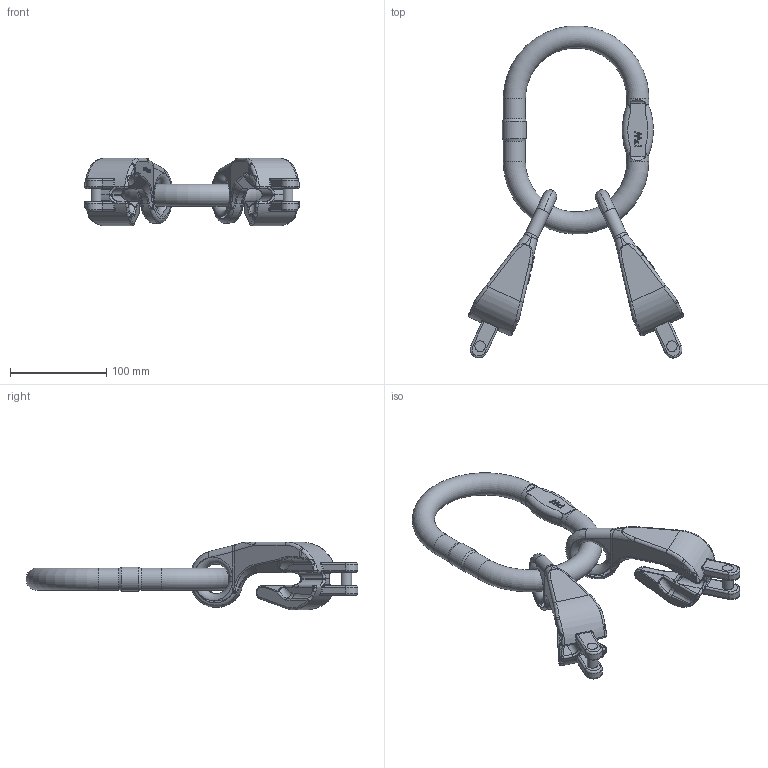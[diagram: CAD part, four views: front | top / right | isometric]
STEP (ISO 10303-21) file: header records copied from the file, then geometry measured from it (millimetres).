
FILE_DESCRIPTION(/* description */ (''),/* implementation_level */ '2;1');
FILE_NAME(/* name */ 'VXKW2-10 Kundenmodell.stp',/* time_stamp */ '2017-11-09T15:29:49+01:00',/* author */ (''),/* organization */ (''),/* preprocessor_version */ 'ST-DEVELOPER v16',/* originating_system */ 'SIEMENS PLM Software NX 11.0',/* authorisation */ '');
FILE_SCHEMA (('AUTOMOTIVE_DESIGN { 1 0 10303 214 3 1 1 1 }'));
Length unit declared in the file: millimetre
Products named in the file (1): zer1B14471C53cg
Bounding box: 223.51 x 344.26 x 69.93 mm (x, y, z)
Volume: 570865.6 mm3; surface area: 104604.8 mm2
Topology: 5 solids, 5 shells, 1014 faces, 2538 edges, 1532 vertices
Faces by surface type: plane 342, bspline 232, extrusion 179, cylinder 171, torus 56, sphere 28, cone 6
Full cylindrical faces by diameter (mm): 11 x6, 23 x4, 24.725 x1
Entity records: 37408 total; most frequent: CARTESIAN_POINT 15639, ORIENTED_EDGE 4942, DIRECTION 3666, EDGE_CURVE 2471, VERTEX_POINT 1520, AXIS2_PLACEMENT_3D 1264, VECTOR 1138, EDGE_LOOP 1081
